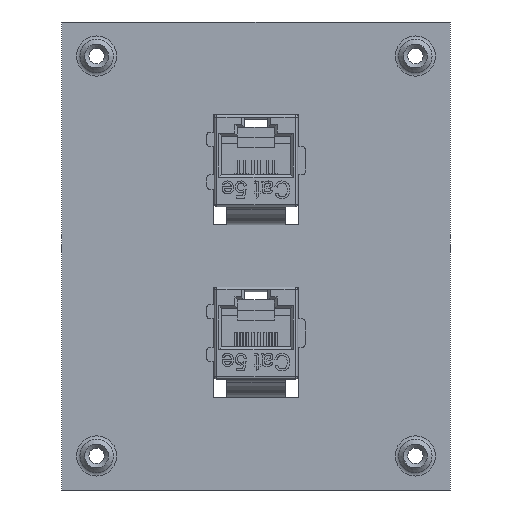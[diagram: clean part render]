
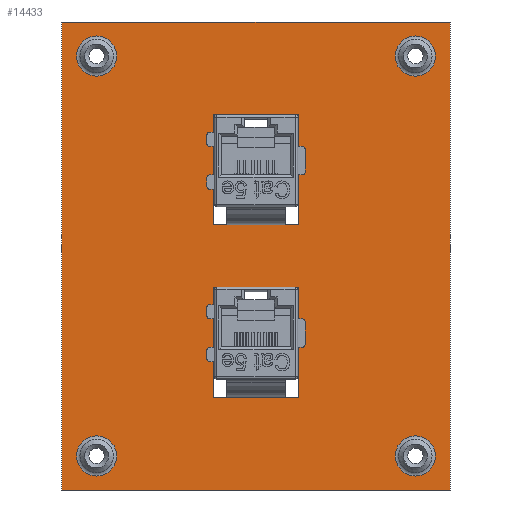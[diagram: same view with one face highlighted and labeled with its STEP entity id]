
A CAD part, front view. The second image highlights one B-rep face of the part: STEP entity #14433.
In plain terms, the highlighted planar face has unit normal (0, -1, 0).
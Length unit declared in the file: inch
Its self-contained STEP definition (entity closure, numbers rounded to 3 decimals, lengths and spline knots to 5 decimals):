
#181 = EDGE_CURVE ( 'NONE', #12037, #12037, #1687, .T. ) ;
#282 = VERTEX_POINT ( 'NONE', #20724 ) ;
#341 = DIRECTION ( 'NONE',  ( -1., 0., 0. ) ) ;
#344 = DIRECTION ( 'NONE',  ( 1., 0., 0. ) ) ;
#360 = DIRECTION ( 'NONE',  ( 0., 0., -1. ) ) ;
#526 = CARTESIAN_POINT ( 'NONE',  ( -1.34, 0., -1.615 ) ) ;
#671 = FACE_BOUND ( 'NONE', #5237, .T. ) ;
#917 = ORIENTED_EDGE ( 'NONE', *, *, #19124, .F. ) ;
#1134 = CARTESIAN_POINT ( 'NONE',  ( 1.1, 0., -1.51852 ) ) ;
#1373 = VERTEX_POINT ( 'NONE', #6943 ) ;
#1511 = CIRCLE ( 'NONE', #13400, 0.13852 ) ;
#1687 = CIRCLE ( 'NONE', #14904, 0.13852 ) ;
#1851 = EDGE_LOOP ( 'NONE', ( #917 ) ) ;
#2048 = ORIENTED_EDGE ( 'NONE', *, *, #7597, .T. ) ;
#2182 = DIRECTION ( 'NONE',  ( 0., -1., 0. ) ) ;
#2339 = VECTOR ( 'NONE', #18387, 39.37008 ) ;
#2472 = VECTOR ( 'NONE', #19610, 39.37008 ) ;
#2819 = CARTESIAN_POINT ( 'NONE',  ( -1.1, 0., -1.51852 ) ) ;
#2822 = CARTESIAN_POINT ( 'NONE',  ( -0.2925, 0., 0.215 ) ) ;
#2981 = DIRECTION ( 'NONE',  ( 1., 0., 0. ) ) ;
#3096 = VERTEX_POINT ( 'NONE', #3882 ) ;
#3188 = DIRECTION ( 'NONE',  ( 0., -1., 0. ) ) ;
#3198 = VECTOR ( 'NONE', #2981, 39.37008 ) ;
#3201 = LINE ( 'NONE', #6114, #20012 ) ;
#3275 = CARTESIAN_POINT ( 'NONE',  ( -1.1, 0., -1.38 ) ) ;
#3730 = EDGE_CURVE ( 'NONE', #14378, #19510, #9106, .T. ) ;
#3882 = CARTESIAN_POINT ( 'NONE',  ( 0.2925, 0., -0.215 ) ) ;
#4252 = VERTEX_POINT ( 'NONE', #16134 ) ;
#4435 = EDGE_CURVE ( 'NONE', #13743, #20849, #5519, .T. ) ;
#4466 = VERTEX_POINT ( 'NONE', #10284 ) ;
#4486 = FACE_OUTER_BOUND ( 'NONE', #13452, .T. ) ;
#4667 = VERTEX_POINT ( 'NONE', #5852 ) ;
#4876 = DIRECTION ( 'NONE',  ( 0., 0., -1. ) ) ;
#4958 = EDGE_CURVE ( 'NONE', #11198, #18000, #19249, .T. ) ;
#5020 = DIRECTION ( 'NONE',  ( 0., 0., -1. ) ) ;
#5237 = EDGE_LOOP ( 'NONE', ( #7941 ) ) ;
#5341 = CARTESIAN_POINT ( 'NONE',  ( 1.34, 0., -1.615 ) ) ;
#5519 = LINE ( 'NONE', #16706, #19045 ) ;
#5594 = ORIENTED_EDGE ( 'NONE', *, *, #15268, .F. ) ;
#5637 = VERTEX_POINT ( 'NONE', #1134 ) ;
#5756 = DIRECTION ( 'NONE',  ( 1., 0., 0. ) ) ;
#5852 = CARTESIAN_POINT ( 'NONE',  ( 1.34, 0., 1.615 ) ) ;
#6055 = ORIENTED_EDGE ( 'NONE', *, *, #4435, .F. ) ;
#6114 = CARTESIAN_POINT ( 'NONE',  ( 0.2925, 0., -1.615 ) ) ;
#6124 = DIRECTION ( 'NONE',  ( 0., -1., 0. ) ) ;
#6172 = ORIENTED_EDGE ( 'NONE', *, *, #6630, .F. ) ;
#6388 = AXIS2_PLACEMENT_3D ( 'NONE', #12925, #3188, #14564 ) ;
#6630 = EDGE_CURVE ( 'NONE', #1373, #4466, #17416, .T. ) ;
#6710 = EDGE_LOOP ( 'NONE', ( #9233 ) ) ;
#6943 = CARTESIAN_POINT ( 'NONE',  ( 0.2925, 0., 0.975 ) ) ;
#7151 = AXIS2_PLACEMENT_3D ( 'NONE', #526, #2182, #13540 ) ;
#7490 = CARTESIAN_POINT ( 'NONE',  ( 1.1, 0., -1.38 ) ) ;
#7597 = EDGE_CURVE ( 'NONE', #4252, #4667, #15333, .T. ) ;
#7941 = ORIENTED_EDGE ( 'NONE', *, *, #181, .F. ) ;
#8007 = ORIENTED_EDGE ( 'NONE', *, *, #3730, .F. ) ;
#8058 = CARTESIAN_POINT ( 'NONE',  ( -1.34, 0., -0.975 ) ) ;
#8080 = LINE ( 'NONE', #14792, #16800 ) ;
#8794 = FACE_BOUND ( 'NONE', #6710, .T. ) ;
#8802 = DIRECTION ( 'NONE',  ( 0., 0., 1. ) ) ;
#9106 = LINE ( 'NONE', #11766, #17305 ) ;
#9110 = DIRECTION ( 'NONE',  ( 0., 0., -1. ) ) ;
#9233 = ORIENTED_EDGE ( 'NONE', *, *, #10738, .F. ) ;
#9581 = CIRCLE ( 'NONE', #16172, 0.13852 ) ;
#9830 = CARTESIAN_POINT ( 'NONE',  ( -1.34, 0., -1.615 ) ) ;
#10123 = LINE ( 'NONE', #18597, #14956 ) ;
#10284 = CARTESIAN_POINT ( 'NONE',  ( -0.2925, 0., 0.975 ) ) ;
#10293 = EDGE_LOOP ( 'NONE', ( #15039 ) ) ;
#10672 = ORIENTED_EDGE ( 'NONE', *, *, #13147, .F. ) ;
#10738 = EDGE_CURVE ( 'NONE', #5637, #5637, #1511, .T. ) ;
#10838 = CIRCLE ( 'NONE', #6388, 0.13852 ) ;
#11095 = CARTESIAN_POINT ( 'NONE',  ( -1.34, 0., -1.615 ) ) ;
#11152 = CARTESIAN_POINT ( 'NONE',  ( -0.2925, 0., -0.215 ) ) ;
#11198 = VERTEX_POINT ( 'NONE', #18798 ) ;
#11458 = VECTOR ( 'NONE', #5756, 39.37008 ) ;
#11766 = CARTESIAN_POINT ( 'NONE',  ( -1.34, 0., 0.215 ) ) ;
#12029 = ORIENTED_EDGE ( 'NONE', *, *, #19156, .F. ) ;
#12037 = VERTEX_POINT ( 'NONE', #20586 ) ;
#12060 = EDGE_CURVE ( 'NONE', #18139, #18139, #9581, .T. ) ;
#12443 = EDGE_CURVE ( 'NONE', #3096, #13743, #13150, .T. ) ;
#12658 = DIRECTION ( 'NONE',  ( 0., 0., 1. ) ) ;
#12925 = CARTESIAN_POINT ( 'NONE',  ( 1.1, 0., 1.38 ) ) ;
#13053 = VECTOR ( 'NONE', #341, 39.37008 ) ;
#13147 = EDGE_CURVE ( 'NONE', #18000, #4667, #20117, .T. ) ;
#13148 = FACE_BOUND ( 'NONE', #1851, .T. ) ;
#13150 = LINE ( 'NONE', #13190, #13649 ) ;
#13190 = CARTESIAN_POINT ( 'NONE',  ( -1.34, 0., -0.215 ) ) ;
#13236 = ORIENTED_EDGE ( 'NONE', *, *, #12443, .F. ) ;
#13400 = AXIS2_PLACEMENT_3D ( 'NONE', #7490, #18899, #9110 ) ;
#13404 = EDGE_CURVE ( 'NONE', #4466, #14378, #8080, .T. ) ;
#13452 = EDGE_LOOP ( 'NONE', ( #10672, #19739, #18486, #2048 ) ) ;
#13540 = DIRECTION ( 'NONE',  ( 0., 0., -1. ) ) ;
#13647 = FACE_BOUND ( 'NONE', #10293, .T. ) ;
#13649 = VECTOR ( 'NONE', #16491, 39.37008 ) ;
#13743 = VERTEX_POINT ( 'NONE', #11152 ) ;
#14126 = VECTOR ( 'NONE', #21095, 39.37008 ) ;
#14378 = VERTEX_POINT ( 'NONE', #2822 ) ;
#14431 = CARTESIAN_POINT ( 'NONE',  ( 0.2925, 0., -0.975 ) ) ;
#14433 = ADVANCED_FACE ( 'NONE', ( #18002, #17500, #671, #13148, #13647, #8794, #4486 ), #19909, .T. ) ;
#14564 = DIRECTION ( 'NONE',  ( 0., 0., -1. ) ) ;
#14637 = DIRECTION ( 'NONE',  ( 0., -1., 0. ) ) ;
#14792 = CARTESIAN_POINT ( 'NONE',  ( -0.2925, 0., -0.425 ) ) ;
#14904 = AXIS2_PLACEMENT_3D ( 'NONE', #17534, #6124, #15909 ) ;
#14956 = VECTOR ( 'NONE', #8802, 39.37008 ) ;
#15039 = ORIENTED_EDGE ( 'NONE', *, *, #12060, .F. ) ;
#15268 = EDGE_CURVE ( 'NONE', #17806, #3096, #3201, .T. ) ;
#15333 = LINE ( 'NONE', #5341, #2339 ) ;
#15909 = DIRECTION ( 'NONE',  ( 0., 0., -1. ) ) ;
#16134 = CARTESIAN_POINT ( 'NONE',  ( 1.34, 0., -1.615 ) ) ;
#16172 = AXIS2_PLACEMENT_3D ( 'NONE', #3275, #14637, #4876 ) ;
#16237 = ORIENTED_EDGE ( 'NONE', *, *, #18442, .F. ) ;
#16355 = CARTESIAN_POINT ( 'NONE',  ( -0.2925, 0., -0.975 ) ) ;
#16491 = DIRECTION ( 'NONE',  ( -1., 0., 0. ) ) ;
#16706 = CARTESIAN_POINT ( 'NONE',  ( -0.2925, 0., -1.615 ) ) ;
#16800 = VECTOR ( 'NONE', #5020, 39.37008 ) ;
#17089 = ORIENTED_EDGE ( 'NONE', *, *, #13404, .F. ) ;
#17305 = VECTOR ( 'NONE', #344, 39.37008 ) ;
#17416 = LINE ( 'NONE', #19880, #13053 ) ;
#17500 = FACE_BOUND ( 'NONE', #20167, .T. ) ;
#17534 = CARTESIAN_POINT ( 'NONE',  ( -1.1, 0., 1.38 ) ) ;
#17806 = VERTEX_POINT ( 'NONE', #14431 ) ;
#18000 = VERTEX_POINT ( 'NONE', #20130 ) ;
#18002 = FACE_BOUND ( 'NONE', #20632, .T. ) ;
#18139 = VERTEX_POINT ( 'NONE', #2819 ) ;
#18387 = DIRECTION ( 'NONE',  ( 0., 0., 1. ) ) ;
#18442 = EDGE_CURVE ( 'NONE', #19510, #1373, #10123, .T. ) ;
#18486 = ORIENTED_EDGE ( 'NONE', *, *, #19034, .T. ) ;
#18597 = CARTESIAN_POINT ( 'NONE',  ( 0.2925, 0., -0.425 ) ) ;
#18798 = CARTESIAN_POINT ( 'NONE',  ( -1.34, 0., -1.615 ) ) ;
#18801 = CARTESIAN_POINT ( 'NONE',  ( -1.34, 0., 1.615 ) ) ;
#18899 = DIRECTION ( 'NONE',  ( 0., -1., 0. ) ) ;
#18987 = LINE ( 'NONE', #8058, #14126 ) ;
#19034 = EDGE_CURVE ( 'NONE', #11198, #4252, #20511, .T. ) ;
#19041 = CARTESIAN_POINT ( 'NONE',  ( 0.2925, 0., 0.215 ) ) ;
#19045 = VECTOR ( 'NONE', #360, 39.37008 ) ;
#19124 = EDGE_CURVE ( 'NONE', #282, #282, #10838, .T. ) ;
#19156 = EDGE_CURVE ( 'NONE', #20849, #17806, #18987, .T. ) ;
#19249 = LINE ( 'NONE', #9830, #2472 ) ;
#19510 = VERTEX_POINT ( 'NONE', #19041 ) ;
#19610 = DIRECTION ( 'NONE',  ( 0., 0., 1. ) ) ;
#19739 = ORIENTED_EDGE ( 'NONE', *, *, #4958, .F. ) ;
#19880 = CARTESIAN_POINT ( 'NONE',  ( -1.34, 0., 0.975 ) ) ;
#19909 = PLANE ( 'NONE',  #7151 ) ;
#20012 = VECTOR ( 'NONE', #12658, 39.37008 ) ;
#20117 = LINE ( 'NONE', #18801, #11458 ) ;
#20130 = CARTESIAN_POINT ( 'NONE',  ( -1.34, 0., 1.615 ) ) ;
#20167 = EDGE_LOOP ( 'NONE', ( #5594, #12029, #6055, #13236 ) ) ;
#20511 = LINE ( 'NONE', #11095, #3198 ) ;
#20586 = CARTESIAN_POINT ( 'NONE',  ( -1.1, 0., 1.24148 ) ) ;
#20632 = EDGE_LOOP ( 'NONE', ( #16237, #8007, #17089, #6172 ) ) ;
#20724 = CARTESIAN_POINT ( 'NONE',  ( 1.1, 0., 1.24148 ) ) ;
#20849 = VERTEX_POINT ( 'NONE', #16355 ) ;
#21095 = DIRECTION ( 'NONE',  ( 1., 0., 0. ) ) ;
